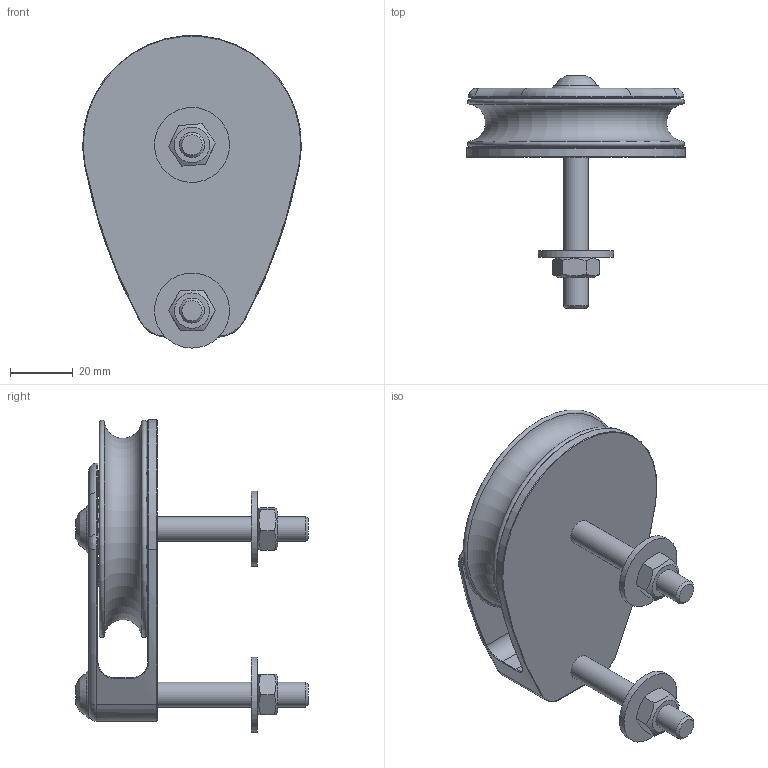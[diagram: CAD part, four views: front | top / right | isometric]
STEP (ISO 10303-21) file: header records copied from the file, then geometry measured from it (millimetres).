
FILE_DESCRIPTION(/* description */ (''),/* implementation_level */ '2;1');
FILE_NAME(/* name */ '00711.stp',/* time_stamp */ '2019-11-04T16:33:33+01:00',/* author */ ('gianni'),/* organization */ (''),/* preprocessor_version */ 'ST-DEVELOPER v16.5',/* originating_system */ 'Autodesk Inventor 2017',/* authorisation */ '');
FILE_SCHEMA (('CONFIG_CONTROL_DESIGN'));
Length unit declared in the file: millimetre
Products named in the file (1): 19110414
Bounding box: 69.98 x 74.4 x 99.88 mm (x, y, z)
Volume: 82805 mm3; surface area: 35730.1 mm2
Topology: 1 solids, 1 shells, 238 faces, 556 edges, 373 vertices
Faces by surface type: sphere 70, plane 54, torus 44, cylinder 43, bspline 15, cone 12
Full cylindrical faces by diameter (mm): 8 x4, 8.4 x2, 15 x2, 15.6 x1, 24 x2, 32.6 x2, 38.5 x2, 43 x2
Entity records: 6220 total; most frequent: CARTESIAN_POINT 1538, DIRECTION 1040, ORIENTED_EDGE 796, AXIS2_PLACEMENT_3D 488, EDGE_CURVE 398, EDGE_LOOP 374, VERTEX_POINT 294, CIRCLE 264
